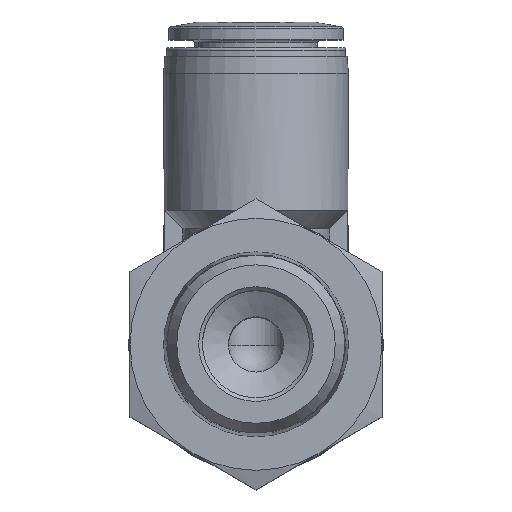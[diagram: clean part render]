
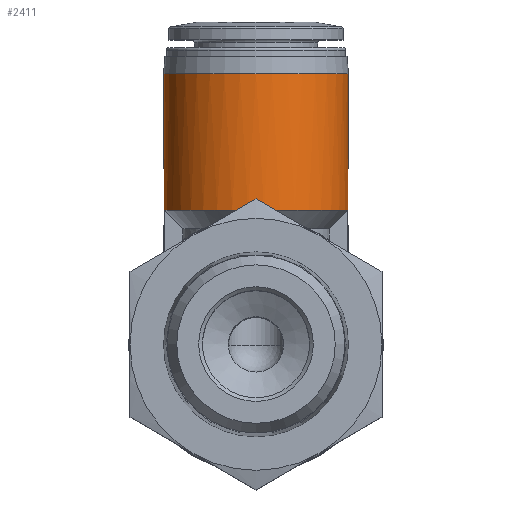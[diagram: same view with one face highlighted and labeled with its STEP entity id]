
A CAD part, top view. The second image highlights one B-rep face of the part: STEP entity #2411.
In plain terms, the highlighted cylindrical face has radius 10.5 mm (diameter 21 mm), a full revolution.
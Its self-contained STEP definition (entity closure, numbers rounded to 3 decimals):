
#84=LINE('',#3755,#114);
#85=LINE('',#3756,#115);
#86=LINE('',#3757,#116);
#87=LINE('',#3758,#117);
#114=VECTOR('',#3009,1000.);
#115=VECTOR('',#3010,1000.);
#116=VECTOR('',#3011,1000.);
#117=VECTOR('',#3012,1000.);
#187=B_SPLINE_CURVE_WITH_KNOTS('',3,(#3445,#3446,#3447,#3448),
 .UNSPECIFIED.,.F.,.F.,(4,4),(0.,0.002),.UNSPECIFIED.);
#191=B_SPLINE_CURVE_WITH_KNOTS('',3,(#3476,#3477,#3478,#3479),
 .UNSPECIFIED.,.F.,.F.,(4,4),(0.,0.002),.UNSPECIFIED.);
#257=CIRCLE('',#2526,10.5);
#258=CIRCLE('',#2528,10.5);
#294=CIRCLE('',#2611,10.5);
#584=ORIENTED_EDGE('',*,*,#818,.F.);
#585=ORIENTED_EDGE('',*,*,#892,.T.);
#586=ORIENTED_EDGE('',*,*,#804,.T.);
#587=ORIENTED_EDGE('',*,*,#893,.F.);
#588=ORIENTED_EDGE('',*,*,#820,.F.);
#589=ORIENTED_EDGE('',*,*,#894,.T.);
#590=ORIENTED_EDGE('',*,*,#810,.T.);
#591=ORIENTED_EDGE('',*,*,#895,.F.);
#592=ORIENTED_EDGE('',*,*,#891,.T.);
#804=EDGE_CURVE('',#995,#994,#187,.T.);
#810=EDGE_CURVE('',#1001,#1000,#191,.T.);
#818=EDGE_CURVE('',#1007,#1005,#257,.T.);
#820=EDGE_CURVE('',#1008,#1010,#258,.T.);
#891=EDGE_CURVE('',#1057,#1057,#294,.T.);
#892=EDGE_CURVE('',#1007,#995,#84,.T.);
#893=EDGE_CURVE('',#1010,#994,#85,.T.);
#894=EDGE_CURVE('',#1008,#1001,#86,.T.);
#895=EDGE_CURVE('',#1005,#1000,#87,.T.);
#994=VERTEX_POINT('',#3444);
#995=VERTEX_POINT('',#3449);
#1000=VERTEX_POINT('',#3475);
#1001=VERTEX_POINT('',#3480);
#1005=VERTEX_POINT('',#3495);
#1007=VERTEX_POINT('',#3503);
#1008=VERTEX_POINT('',#3510);
#1010=VERTEX_POINT('',#3513);
#1057=VERTEX_POINT('',#3753);
#1197=EDGE_LOOP('',(#584,#585,#586,#587,#588,#589,#590,#591));
#1198=EDGE_LOOP('',(#592));
#1388=FACE_BOUND('',#1197,.T.);
#1389=FACE_BOUND('',#1198,.T.);
#1500=CYLINDRICAL_SURFACE('',#2612,10.5);
#2411=ADVANCED_FACE('',(#1388,#1389),#1500,.T.);
#2526=AXIS2_PLACEMENT_3D('',#3504,#2825,#2826);
#2528=AXIS2_PLACEMENT_3D('',#3512,#2829,#2830);
#2611=AXIS2_PLACEMENT_3D('',#3752,#3005,#3006);
#2612=AXIS2_PLACEMENT_3D('',#3754,#3007,#3008);
#2825=DIRECTION('',(0.,-1.,0.));
#2826=DIRECTION('',(0.,0.,-1.));
#2829=DIRECTION('',(0.,-1.,0.));
#2830=DIRECTION('',(0.,0.,-1.));
#3005=DIRECTION('',(0.,-1.,0.));
#3006=DIRECTION('',(0.,0.,-1.));
#3007=DIRECTION('',(0.,-1.,0.));
#3008=DIRECTION('',(0.,0.,-1.));
#3009=DIRECTION('',(0.,-1.,0.));
#3010=DIRECTION('',(0.,-1.,0.));
#3011=DIRECTION('',(0.,-1.,0.));
#3012=DIRECTION('',(0.,-1.,0.));
#3444=CARTESIAN_POINT('',(-10.452,10.05,-20.9));
#3445=CARTESIAN_POINT('',(-10.452,10.05,-22.9));
#3446=CARTESIAN_POINT('',(-10.516,9.984,-22.233));
#3447=CARTESIAN_POINT('',(-10.516,9.984,-21.567));
#3448=CARTESIAN_POINT('',(-10.452,10.05,-20.9));
#3449=CARTESIAN_POINT('',(-10.452,10.05,-22.9));
#3475=CARTESIAN_POINT('',(10.452,10.05,-22.9));
#3476=CARTESIAN_POINT('',(10.452,10.05,-20.9));
#3477=CARTESIAN_POINT('',(10.516,9.984,-21.567));
#3478=CARTESIAN_POINT('',(10.516,9.984,-22.233));
#3479=CARTESIAN_POINT('',(10.452,10.05,-22.9));
#3480=CARTESIAN_POINT('',(10.452,10.05,-20.9));
#3495=CARTESIAN_POINT('',(10.452,15.3,-22.9));
#3503=CARTESIAN_POINT('',(-10.452,15.3,-22.9));
#3504=CARTESIAN_POINT('',(0.,15.3,-21.9));
#3510=CARTESIAN_POINT('',(10.452,15.3,-20.9));
#3512=CARTESIAN_POINT('',(0.,15.3,-21.9));
#3513=CARTESIAN_POINT('',(-10.452,15.3,-20.9));
#3752=CARTESIAN_POINT('',(0.,30.8,-21.9));
#3753=CARTESIAN_POINT('',(0.,30.8,-32.4));
#3754=CARTESIAN_POINT('',(0.,0.,-21.9));
#3755=CARTESIAN_POINT('',(-10.452,15.3,-22.9));
#3756=CARTESIAN_POINT('',(-10.452,15.3,-20.9));
#3757=CARTESIAN_POINT('',(10.452,15.3,-20.9));
#3758=CARTESIAN_POINT('',(10.452,15.3,-22.9));
